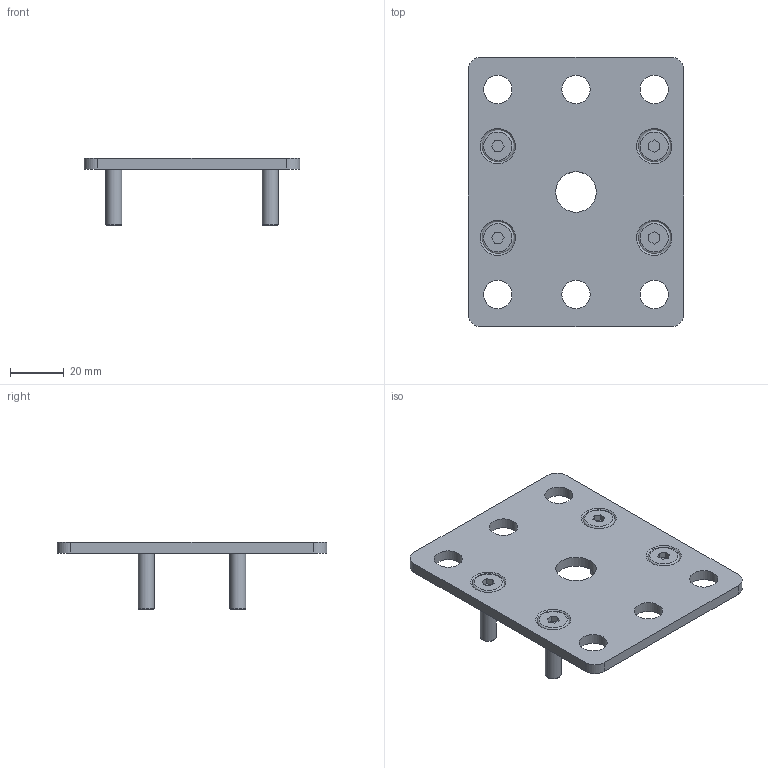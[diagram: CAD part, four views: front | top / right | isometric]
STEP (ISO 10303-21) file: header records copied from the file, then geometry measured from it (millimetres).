
FILE_DESCRIPTION(/* description */ ('Unknown'),/* implementation_level */ '2;1');
FILE_NAME(/* name */ '127.00138 Fussplatte TA beidseitig kpl',/* time_stamp */ '2017-12-19T16:11:37+01:00',/* author */ ('Unknown'),/* organization */ ('Unknown'),/* preprocessor_version */ 'ST-DEVELOPER v16.7',/* originating_system */ 'DEX',/* authorisation */ $);
FILE_SCHEMA (('AUTOMOTIVE_DESIGN {1 0 10303 214 3 1 1}'));
Length unit declared in the file: millimetre
Products named in the file (3): 127.00138; 142.00135
Assembly tree (5 placements, depth 2):
  127.00138
    127.00138
    142.00135  x4
Bounding box: 80 x 100 x 25 mm (x, y, z)
Volume: 31467.3 mm3; surface area: 19716.1 mm2
Topology: 5 solids, 5 shells, 77 faces, 177 edges, 114 vertices
Faces by surface type: plane 42, cylinder 19, cone 12, torus 4
Full cylindrical faces by diameter (mm): 6 x4, 7 x4, 10.5 x6, 15 x1
Entity records: 1252 total; most frequent: DIRECTION 200, CARTESIAN_POINT 176, ORIENTED_EDGE 146, AXIS2_PLACEMENT_3D 83, EDGE_LOOP 80, FACE_BOUND 80, EDGE_CURVE 73, VERTEX_POINT 59
